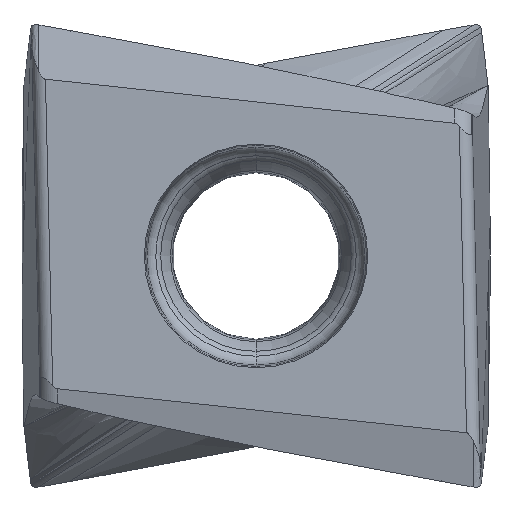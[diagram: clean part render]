
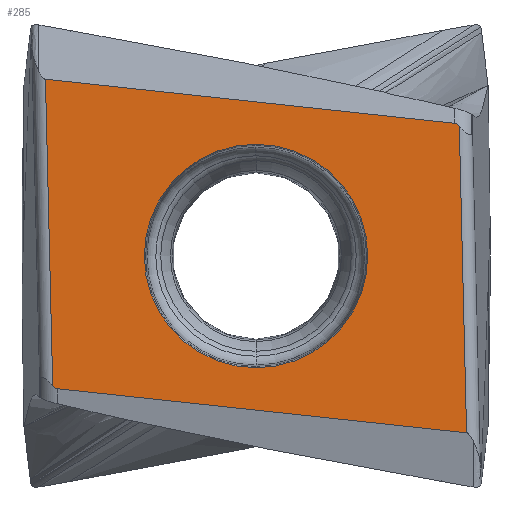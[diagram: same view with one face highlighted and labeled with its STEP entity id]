
A CAD part, front view. The second image highlights one B-rep face of the part: STEP entity #285.
In plain terms, the highlighted planar face has unit normal (0, -1, 0).
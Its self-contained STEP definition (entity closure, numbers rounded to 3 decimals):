
#65=FACE_BOUND('',#562,.T.);
#66=FACE_BOUND('',#563,.T.);
#100=PLANE('',#2622);
#285=ADVANCED_FACE('',(#65,#66),#100,.T.);
#562=EDGE_LOOP('',(#1233,#1234,#1235,#1236,#1237,#1238));
#563=EDGE_LOOP('',(#1239,#1240,#1241,#1242));
#1233=ORIENTED_EDGE('',*,*,#1570,.F.);
#1234=ORIENTED_EDGE('',*,*,#1509,.T.);
#1235=ORIENTED_EDGE('',*,*,#1845,.F.);
#1236=ORIENTED_EDGE('',*,*,#1537,.F.);
#1237=ORIENTED_EDGE('',*,*,#1542,.T.);
#1238=ORIENTED_EDGE('',*,*,#1846,.F.);
#1239=ORIENTED_EDGE('',*,*,#1843,.T.);
#1240=ORIENTED_EDGE('',*,*,#1841,.T.);
#1241=ORIENTED_EDGE('',*,*,#1840,.T.);
#1242=ORIENTED_EDGE('',*,*,#1844,.T.);
#1285=VERTEX_POINT('',#3317);
#1287=VERTEX_POINT('',#3320);
#1307=VERTEX_POINT('',#3507);
#1308=VERTEX_POINT('',#3508);
#1311=VERTEX_POINT('',#3562);
#1332=VERTEX_POINT('',#3735);
#1493=VERTEX_POINT('',#8925);
#1494=VERTEX_POINT('',#8927);
#1495=VERTEX_POINT('',#8929);
#1496=VERTEX_POINT('',#8933);
#1509=EDGE_CURVE('',#1287,#1285,#2185,.T.);
#1537=EDGE_CURVE('',#1307,#1308,#1891,.T.);
#1542=EDGE_CURVE('',#1307,#1311,#2199,.T.);
#1570=EDGE_CURVE('',#1287,#1332,#1909,.T.);
#1840=EDGE_CURVE('',#1494,#1493,#2112,.T.);
#1841=EDGE_CURVE('',#1495,#1494,#2113,.T.);
#1843=EDGE_CURVE('',#1496,#1495,#2115,.T.);
#1844=EDGE_CURVE('',#1493,#1496,#2116,.T.);
#1845=EDGE_CURVE('',#1308,#1285,#2289,.T.);
#1846=EDGE_CURVE('',#1332,#1311,#2290,.T.);
#1891=B_SPLINE_CURVE_WITH_KNOTS('',3,(#3497,#3498,#3499,#3500,#3501,#3502,
#3503,#3504,#3505,#3506),.UNSPECIFIED.,.F.,.F.,(4,1,1,1,1,1,1,4),(0.,0.143,
0.286,0.429,0.571,0.714,0.857,
1.),.UNSPECIFIED.);
#1909=B_SPLINE_CURVE_WITH_KNOTS('',3,(#3725,#3726,#3727,#3728,#3729,#3730,
#3731,#3732,#3733,#3734),.UNSPECIFIED.,.F.,.F.,(4,1,1,1,1,1,1,4),(0.,0.143,
0.286,0.429,0.571,0.714,0.857,
1.),.UNSPECIFIED.);
#2112=CIRCLE('',#2615,2.988);
#2113=CIRCLE('',#2616,2.988);
#2115=CIRCLE('',#2619,2.988);
#2116=CIRCLE('',#2620,2.988);
#2185=LINE('',#3319,#2297);
#2199=LINE('',#3563,#2313);
#2289=LINE('',#8936,#2409);
#2290=LINE('',#8937,#2410);
#2297=VECTOR('',#2656,1.);
#2313=VECTOR('',#2690,1.);
#2409=VECTOR('',#3036,1.);
#2410=VECTOR('',#3037,1.);
#2615=AXIS2_PLACEMENT_3D('',#8926,#3022,#3023);
#2616=AXIS2_PLACEMENT_3D('',#8928,#3024,#3025);
#2619=AXIS2_PLACEMENT_3D('',#8932,#3030,#3031);
#2620=AXIS2_PLACEMENT_3D('',#8934,#3032,#3033);
#2622=AXIS2_PLACEMENT_3D('',#8938,#3038,#3039);
#2656=DIRECTION('',(-0.994,0.,0.107));
#2690=DIRECTION('',(0.994,0.,-0.107));
#3022=DIRECTION('',(0.,1.,0.));
#3023=DIRECTION('',(0.005,0.,1.));
#3024=DIRECTION('',(0.,1.,0.));
#3025=DIRECTION('',(0.,0.,1.));
#3030=DIRECTION('',(0.,1.,0.));
#3031=DIRECTION('',(-0.005,0.,-1.));
#3032=DIRECTION('',(0.,1.,0.));
#3033=DIRECTION('',(0.,0.,-1.));
#3036=DIRECTION('',(-0.024,0.,1.));
#3037=DIRECTION('',(0.024,0.,-1.));
#3038=DIRECTION('',(0.,-1.,0.));
#3039=DIRECTION('',(1.,0.,0.024));
#3317=CARTESIAN_POINT('',(-5.631,0.,4.729));
#3319=CARTESIAN_POINT('',(5.32,0.,3.55));
#3320=CARTESIAN_POINT('',(5.32,0.,3.55));
#3497=CARTESIAN_POINT('',(-5.32,0.,-3.55));
#3498=CARTESIAN_POINT('',(-5.325,0.,-3.549));
#3499=CARTESIAN_POINT('',(-5.334,0.,-3.547));
#3500=CARTESIAN_POINT('',(-5.349,0.,-3.543));
#3501=CARTESIAN_POINT('',(-5.365,0.,-3.536));
#3502=CARTESIAN_POINT('',(-5.382,0.,-3.526));
#3503=CARTESIAN_POINT('',(-5.4,0.,-3.513));
#3504=CARTESIAN_POINT('',(-5.418,0.,-3.496));
#3505=CARTESIAN_POINT('',(-5.431,0.,-3.482));
#3506=CARTESIAN_POINT('',(-5.437,0.,-3.475));
#3507=CARTESIAN_POINT('',(-5.32,0.,-3.55));
#3508=CARTESIAN_POINT('',(-5.437,0.,-3.475));
#3562=CARTESIAN_POINT('',(5.631,0.,-4.729));
#3563=CARTESIAN_POINT('',(-5.32,0.,-3.55));
#3725=CARTESIAN_POINT('',(5.32,0.,3.55));
#3726=CARTESIAN_POINT('',(5.325,0.,3.549));
#3727=CARTESIAN_POINT('',(5.334,0.,3.547));
#3728=CARTESIAN_POINT('',(5.349,0.,3.543));
#3729=CARTESIAN_POINT('',(5.365,0.,3.536));
#3730=CARTESIAN_POINT('',(5.382,0.,3.526));
#3731=CARTESIAN_POINT('',(5.4,0.,3.513));
#3732=CARTESIAN_POINT('',(5.418,0.,3.496));
#3733=CARTESIAN_POINT('',(5.431,0.,3.482));
#3734=CARTESIAN_POINT('',(5.437,0.,3.475));
#3735=CARTESIAN_POINT('',(5.437,0.,3.475));
#8925=CARTESIAN_POINT('',(0.,0.,-2.988));
#8926=CARTESIAN_POINT('',(0.,0.,0.));
#8927=CARTESIAN_POINT('',(0.016,0.,2.988));
#8928=CARTESIAN_POINT('',(0.,0.,0.));
#8929=CARTESIAN_POINT('',(0.,0.,2.988));
#8932=CARTESIAN_POINT('',(0.,0.,0.));
#8933=CARTESIAN_POINT('',(-0.016,0.,-2.988));
#8934=CARTESIAN_POINT('',(0.,0.,0.));
#8936=CARTESIAN_POINT('',(-5.437,0.,-3.475));
#8937=CARTESIAN_POINT('',(5.437,0.,3.475));
#8938=CARTESIAN_POINT('',(-5.351,0.,-7.129));
